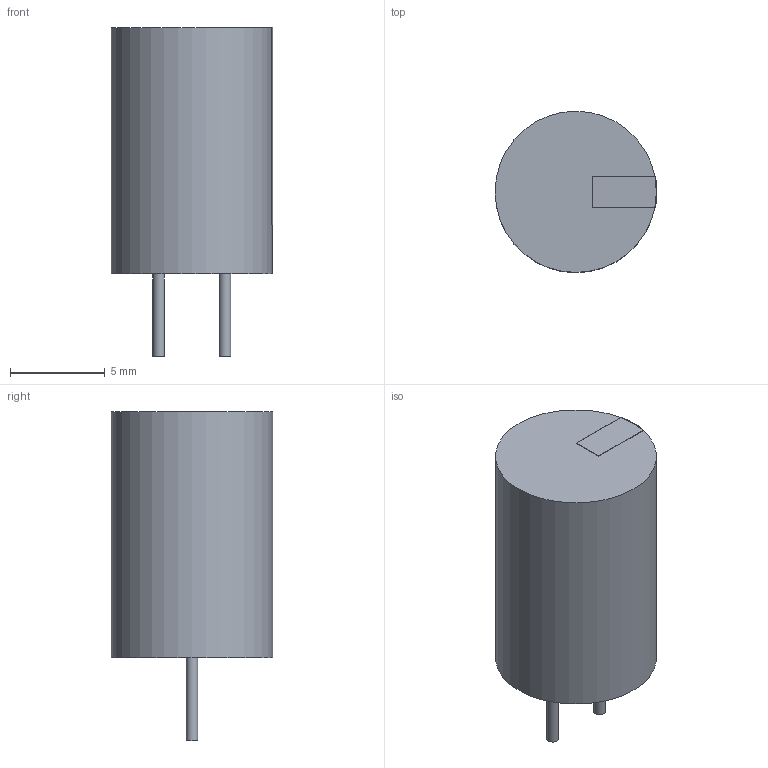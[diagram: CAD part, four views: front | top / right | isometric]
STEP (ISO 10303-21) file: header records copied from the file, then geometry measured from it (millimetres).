
FILE_DESCRIPTION(('STEP AP214'),'1');
FILE_NAME('CAP_PKPZ_8X11P5_LOW_RUB','2025-01-14T03:15:20',(''),(''),'','','');
FILE_SCHEMA(('AUTOMOTIVE_DESIGN'));
Length unit declared in the file: millimetre
Products named in the file (1): product
Bounding box: 8.53 x 8.51 x 17.39 mm (x, y, z)
Volume: 742.7 mm3; surface area: 526.1 mm2
Topology: 4 solids, 4 shells, 17 faces, 27 edges, 18 vertices
Faces by surface type: plane 12, cylinder 5
Full cylindrical faces by diameter (mm): 0.61 x2, 8.509 x1
Entity records: 552 total; most frequent: DIRECTION 76, CARTESIAN_POINT 48, ORIENTED_EDGE 48, AXIS2_PLACEMENT_3D 31, EDGE_CURVE 24, EDGE_LOOP 20, VERTEX_POINT 18, PRESENTATION_STYLE_ASSIGNMENT 17
